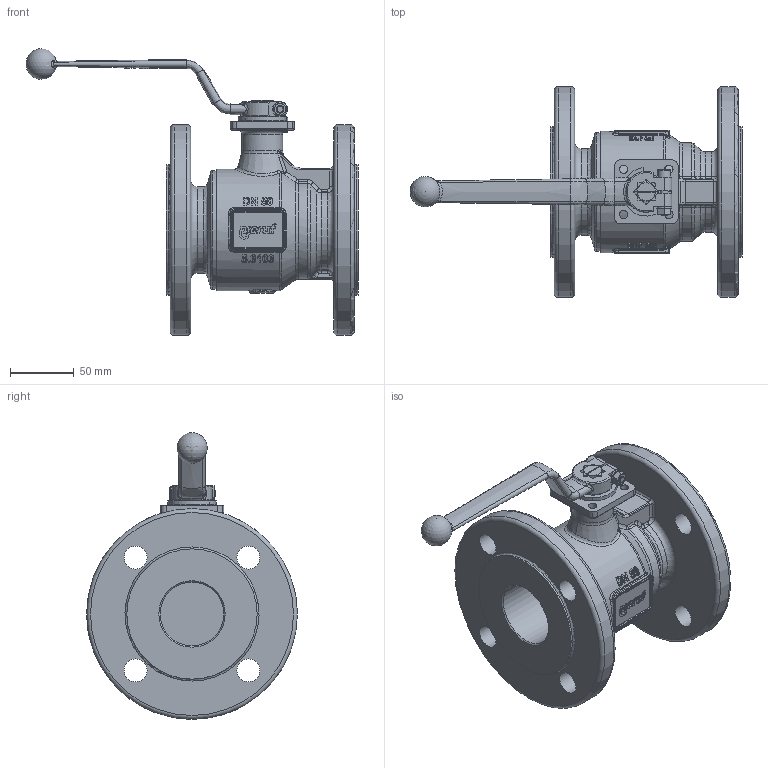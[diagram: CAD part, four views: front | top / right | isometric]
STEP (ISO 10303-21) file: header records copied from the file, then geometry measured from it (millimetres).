
FILE_DESCRIPTION(('HOOPS Exchange Step'),'2;1');
FILE_NAME('FK0100_DN50_PN16.stp','2025-07-17T15:27:34+02:00',('nieru'),('Unknown organisation'),'HOOPS Exchange 2024.2','HOOPS Exchange','Unknown authorisation');
FILE_SCHEMA( ('AP203_CONFIGURATION_CONTROLLED_3D_DESIGN_OF_MECHANICAL_PARTS_AND_ASSEMBLIES_MIM_LF') );
Length unit declared in the file: millimetre
Products named in the file (2): 0; root
Assembly tree (1 placements, depth 2):
  root
    0
Bounding box: 260 x 165 x 224.5 mm (x, y, z)
Volume: 1279405.6 mm3; surface area: 166936.5 mm2
Topology: 1 solids, 1 shells, 945 faces, 2620 edges, 1715 vertices
Faces by surface type: bspline 309, plane 302, cylinder 207, torus 78, cone 44, sphere 5
Full cylindrical faces by diameter (mm): 5 x1, 6 x1, 6.3 x2, 6.6 x4, 10 x1, 18 x8, 19.95 x1, 32 x1, 50 x2, 68 x1, 93 x1, 95 x1, 102 x2, 165 x2
Entity records: 44509 total; most frequent: CARTESIAN_POINT 22852, ORIENTED_EDGE 5230, DIRECTION 3424, EDGE_CURVE 2615, VERTEX_POINT 1715, AXIS2_PLACEMENT_3D 1250, EDGE_LOOP 1034, FACE_BOUND 1034
